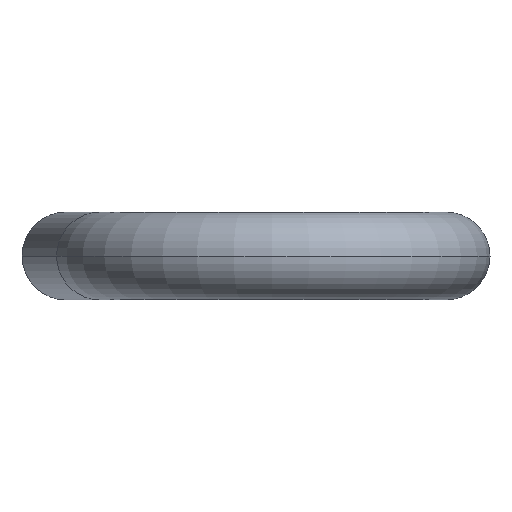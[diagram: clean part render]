
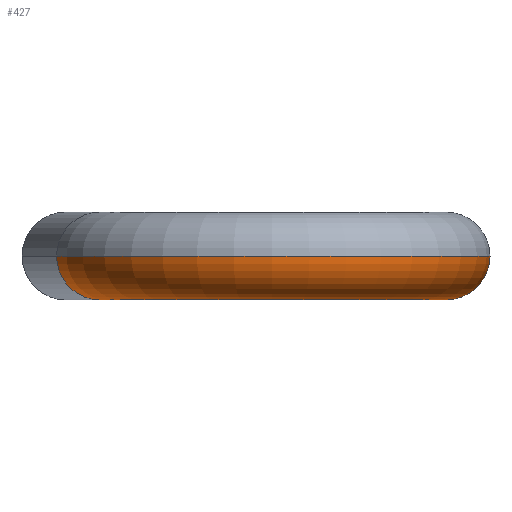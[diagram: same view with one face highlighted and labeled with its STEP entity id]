
A CAD part, front view. The second image highlights one B-rep face of the part: STEP entity #427.
In plain terms, the highlighted toroidal (fillet/blend) face has major radius 20 mm and minor radius 5 mm.
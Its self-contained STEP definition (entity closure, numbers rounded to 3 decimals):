
#20 = DIRECTION ( 'NONE',  ( 0.174, -0.985, 0. ) ) ;
#43 = CARTESIAN_POINT ( 'NONE',  ( -19.696, -75.473, 0. ) ) ;
#46 = CARTESIAN_POINT ( 'NONE',  ( 0., -72., 0. ) ) ;
#56 = DIRECTION ( 'NONE',  ( 0., 0., -1. ) ) ;
#71 = DIRECTION ( 'NONE',  ( -1., 0., 0. ) ) ;
#75 = DIRECTION ( 'NONE',  ( 0., 0., -1. ) ) ;
#115 = CARTESIAN_POINT ( 'NONE',  ( 25., -72., 0. ) ) ;
#129 = CARTESIAN_POINT ( 'NONE',  ( 15., -72., 0. ) ) ;
#172 = CARTESIAN_POINT ( 'NONE',  ( -24.62, -76.341, 0. ) ) ;
#181 = CARTESIAN_POINT ( 'NONE',  ( 0., -72., 0. ) ) ;
#193 = VERTEX_POINT ( 'NONE', #172 ) ;
#207 = CARTESIAN_POINT ( 'NONE',  ( 0., -72., 0. ) ) ;
#217 = EDGE_LOOP ( 'NONE', ( #522, #537, #584, #564 ) ) ;
#224 = VERTEX_POINT ( 'NONE', #227 ) ;
#227 = CARTESIAN_POINT ( 'NONE',  ( -14.772, -74.605, 0. ) ) ;
#238 = DIRECTION ( 'NONE',  ( -1., 0., 0. ) ) ;
#241 = DIRECTION ( 'NONE',  ( 0., 0., -1. ) ) ;
#245 = DIRECTION ( 'NONE',  ( 0., 0., -1. ) ) ;
#253 = DIRECTION ( 'NONE',  ( -1., 0., 0. ) ) ;
#257 = CARTESIAN_POINT ( 'NONE',  ( 20., -72., 0. ) ) ;
#266 = DIRECTION ( 'NONE',  ( 0., 0., -1. ) ) ;
#297 = DIRECTION ( 'NONE',  ( 0., 1., 0. ) ) ;
#305 = FACE_OUTER_BOUND ( 'NONE', #217, .T. ) ;
#306 = AXIS2_PLACEMENT_3D ( 'NONE', #46, #56, #71 ) ;
#335 = CIRCLE ( 'NONE', #464, 5. ) ;
#346 = CIRCLE ( 'NONE', #488, 5. ) ;
#360 = TOROIDAL_SURFACE ( 'NONE', #306, 20., 5. ) ;
#364 = CIRCLE ( 'NONE', #458, 25. ) ;
#380 = CIRCLE ( 'NONE', #460, 15. ) ;
#392 = EDGE_CURVE ( 'NONE', #583, #193, #364, .T. ) ;
#393 = EDGE_CURVE ( 'NONE', #563, #224, #380, .T. ) ;
#399 = EDGE_CURVE ( 'NONE', #583, #563, #335, .T. ) ;
#422 = EDGE_CURVE ( 'NONE', #193, #224, #346, .T. ) ;
#427 = ADVANCED_FACE ( 'NONE', ( #305 ), #360, .T. ) ;
#458 = AXIS2_PLACEMENT_3D ( 'NONE', #207, #241, #238 ) ;
#460 = AXIS2_PLACEMENT_3D ( 'NONE', #181, #266, #253 ) ;
#464 = AXIS2_PLACEMENT_3D ( 'NONE', #257, #297, #245 ) ;
#488 = AXIS2_PLACEMENT_3D ( 'NONE', #43, #20, #75 ) ;
#522 = ORIENTED_EDGE ( 'NONE', *, *, #399, .F. ) ;
#537 = ORIENTED_EDGE ( 'NONE', *, *, #392, .T. ) ;
#563 = VERTEX_POINT ( 'NONE', #129 ) ;
#564 = ORIENTED_EDGE ( 'NONE', *, *, #393, .F. ) ;
#583 = VERTEX_POINT ( 'NONE', #115 ) ;
#584 = ORIENTED_EDGE ( 'NONE', *, *, #422, .T. ) ;
